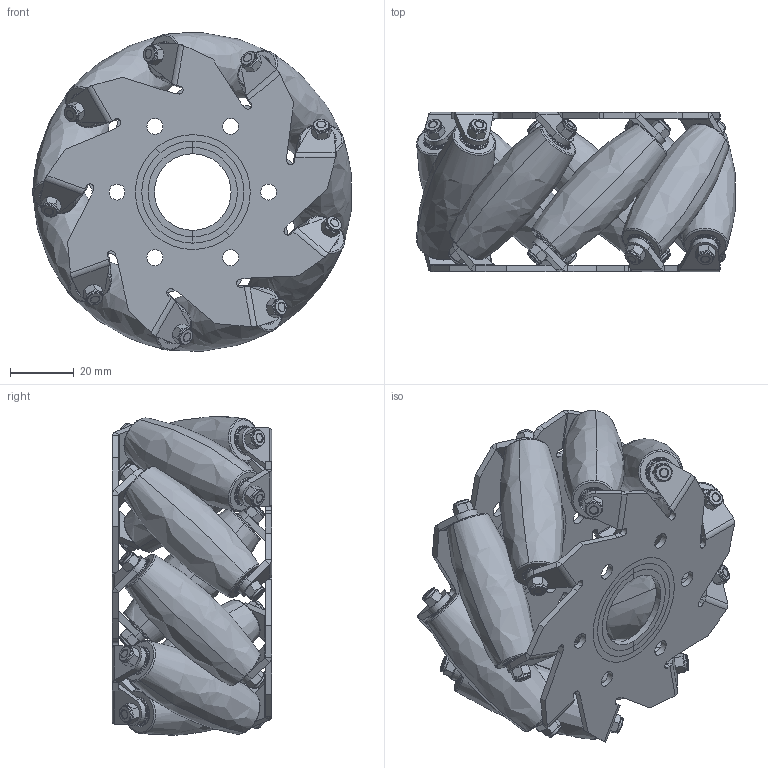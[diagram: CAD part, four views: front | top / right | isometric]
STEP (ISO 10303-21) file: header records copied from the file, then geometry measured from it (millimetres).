
FILE_DESCRIPTION(/* description */ (''),/* implementation_level */ '2;1');
FILE_NAME(/* name */ '100 mm mecanum wheel.stp',/* time_stamp */ '2021-07-14T12:15:01-07:00',/* author */ ('gfellows'),/* organization */ (''),/* preprocessor_version */ 'ST-DEVELOPER v18.1',/* originating_system */ 'Autodesk Inventor 2022',/* authorisation */ '');
FILE_SCHEMA (('AUTOMOTIVE_DESIGN { 1 0 10303 214 3 1 1 }'));
Length unit declared in the file: millimetre
Products named in the file (1): 100 mm mecanum wheel
Bounding box: 99.91 x 49.99 x 99.85 mm (x, y, z)
Volume: 123432.6 mm3; surface area: 77114.8 mm2
Topology: 82 solids, 82 shells, 1130 faces, 2570 edges, 1624 vertices
Faces by surface type: plane 470, cone 306, cylinder 282, bspline 54, torus 18
Full cylindrical faces by diameter (mm): 2.5 x18, 3 x18, 3.1 x36, 4 x27, 5 x12, 5.2 x18, 5.5 x9, 8 x18, 9 x36, 24 x2, 28 x6, 32 x6, 36 x4
Entity records: 35630 total; most frequent: CARTESIAN_POINT 10230, DIRECTION 5372, ORIENTED_EDGE 5140, EDGE_CURVE 2570, AXIS2_PLACEMENT_3D 2157, VERTEX_POINT 1624, EDGE_LOOP 1356, FACE_OUTER_BOUND 1130
